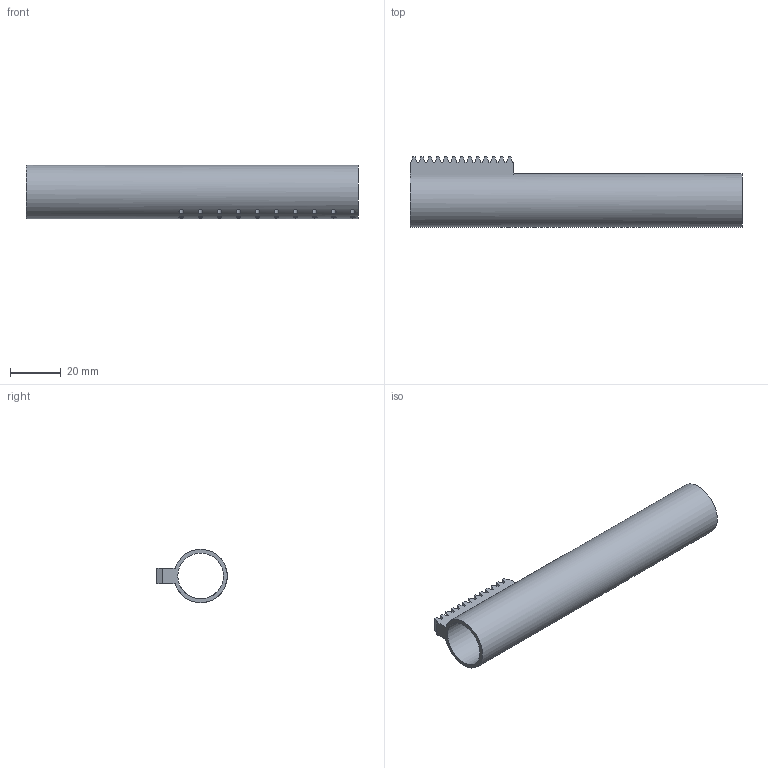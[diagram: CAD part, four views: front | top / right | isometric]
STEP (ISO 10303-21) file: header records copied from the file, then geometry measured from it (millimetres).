
FILE_DESCRIPTION(('STEP AP242'), '1');
FILE_NAME('沓麧錪', '2026-02-06T16:42:41', ('matve'), (''), 'C3D Converter', 'C3D Toolkit', '');
FILE_SCHEMA(('AP242_MANAGED_MODEL_BASED_3D_ENGINEERING_MIM_LF { 1 0 10303 442 1 1 4 }'));
Length unit declared in the file: millimetre
Bounding box: 130.84 x 27.8 x 21 mm (x, y, z)
Volume: 13206.8 mm3; surface area: 17218.3 mm2
Topology: 1 solids, 1 shells, 110 faces, 324 edges, 218 vertices
Faces by surface type: plane 58, cylinder 52
Full cylindrical faces by diameter (mm): 1.9 x50, 18 x1, 21 x1
Entity records: 9845 total; most frequent: CARTESIAN_POINT 7071, ORIENTED_EDGE 544, DIRECTION 400, EDGE_CURVE 272, EDGE_LOOP 264, VERTEX_POINT 216, LINE 166, VECTOR 166
